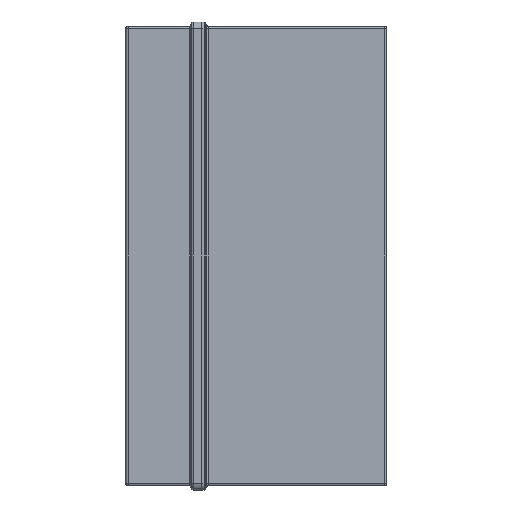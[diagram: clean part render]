
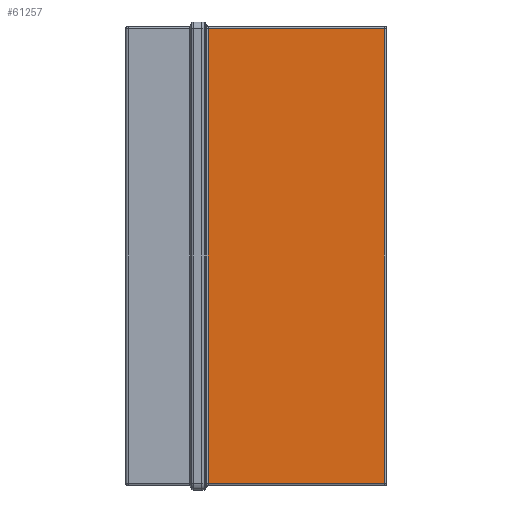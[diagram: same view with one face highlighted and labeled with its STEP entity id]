
A CAD part, left-side view. The second image highlights one B-rep face of the part: STEP entity #61257.
In plain terms, the highlighted planar face has unit normal (-1, 0, 0).
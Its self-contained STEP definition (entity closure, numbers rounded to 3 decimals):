
#2040 = CARTESIAN_POINT ( 'NONE',  ( -167.25, -133.3, -165.45 ) ) ;
#4250 = DIRECTION ( 'NONE',  ( 0., 0., 1. ) ) ;
#4923 = LINE ( 'NONE', #6081, #52781 ) ;
#6081 = CARTESIAN_POINT ( 'NONE',  ( -167.25, -4.994, -167.25 ) ) ;
#6554 = CARTESIAN_POINT ( 'NONE',  ( -167.25, -134.8, -165.45 ) ) ;
#6891 = EDGE_CURVE ( 'NONE', #59387, #61211, #73095, .T. ) ;
#13680 = ORIENTED_EDGE ( 'NONE', *, *, #6891, .T. ) ;
#14102 = ORIENTED_EDGE ( 'NONE', *, *, #28985, .T. ) ;
#17315 = LINE ( 'NONE', #6554, #50500 ) ;
#19891 = EDGE_CURVE ( 'NONE', #32322, #59387, #75463, .T. ) ;
#23395 = DIRECTION ( 'NONE',  ( 0., 1., 0. ) ) ;
#23809 = ORIENTED_EDGE ( 'NONE', *, *, #19891, .T. ) ;
#24246 = DIRECTION ( 'NONE',  ( -1., 0., 0. ) ) ;
#25204 = DIRECTION ( 'NONE',  ( 0., -1., 0. ) ) ;
#25978 = VECTOR ( 'NONE', #4250, 1000. ) ;
#27759 = CARTESIAN_POINT ( 'NONE',  ( -167.25, -4.994, -165.45 ) ) ;
#28985 = EDGE_CURVE ( 'NONE', #52088, #32322, #17315, .T. ) ;
#29442 = PLANE ( 'NONE',  #72740 ) ;
#32322 = VERTEX_POINT ( 'NONE', #2040 ) ;
#34204 = CARTESIAN_POINT ( 'NONE',  ( -167.25, -133.3, 165.45 ) ) ;
#35497 = CARTESIAN_POINT ( 'NONE',  ( -167.25, -133.3, 165.45 ) ) ;
#40042 = ORIENTED_EDGE ( 'NONE', *, *, #64878, .T. ) ;
#43510 = DIRECTION ( 'NONE',  ( 0., 0., -1. ) ) ;
#50500 = VECTOR ( 'NONE', #25204, 1000. ) ;
#52088 = VERTEX_POINT ( 'NONE', #27759 ) ;
#52781 = VECTOR ( 'NONE', #43510, 1000. ) ;
#59387 = VERTEX_POINT ( 'NONE', #34204 ) ;
#60123 = CARTESIAN_POINT ( 'NONE',  ( -167.25, -4.994, 165.45 ) ) ;
#61211 = VERTEX_POINT ( 'NONE', #60123 ) ;
#61257 = ADVANCED_FACE ( 'NONE', ( #69577 ), #29442, .T. ) ;
#61472 = CARTESIAN_POINT ( 'NONE',  ( -167.25, -134.8, -167.25 ) ) ;
#62187 = EDGE_LOOP ( 'NONE', ( #14102, #23809, #13680, #40042 ) ) ;
#62614 = CARTESIAN_POINT ( 'NONE',  ( -167.25, -134.8, 165.45 ) ) ;
#64878 = EDGE_CURVE ( 'NONE', #61211, #52088, #4923, .T. ) ;
#67702 = DIRECTION ( 'NONE',  ( 0., 0., 1. ) ) ;
#69577 = FACE_OUTER_BOUND ( 'NONE', #62187, .T. ) ;
#72740 = AXIS2_PLACEMENT_3D ( 'NONE', #61472, #24246, #67702 ) ;
#73095 = LINE ( 'NONE', #62614, #75026 ) ;
#75026 = VECTOR ( 'NONE', #23395, 1000. ) ;
#75463 = LINE ( 'NONE', #35497, #25978 ) ;
